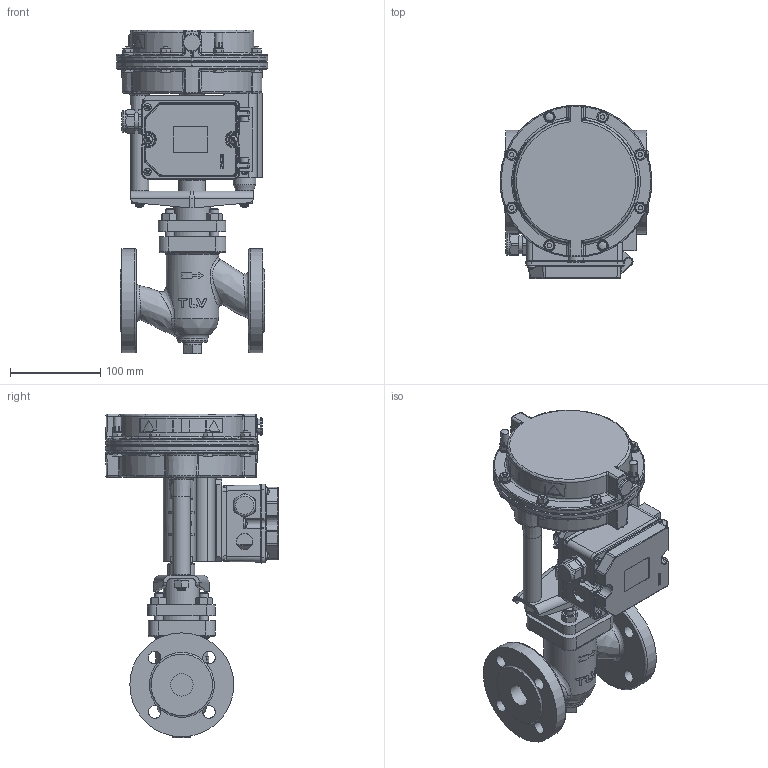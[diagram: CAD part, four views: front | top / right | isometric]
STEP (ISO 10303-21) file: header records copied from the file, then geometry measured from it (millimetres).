
FILE_DESCRIPTION(/* description */ (''),/* implementation_level */ '2;1');
FILE_NAME(/* name */ 'rct16-025-e0025-00.stp',/* time_stamp */ '2019-06-17T09:43:28+09:00',/* author */ ('akifuji'),/* organization */ (''),/* preprocessor_version */ 'ST-DEVELOPER v15.6',/* originating_system */ 'Autodesk Inventor 2015',/* authorisation */ '');
FILE_SCHEMA (('AUTOMOTIVE_DESIGN { 1 0 10303 214 3 1 1 }'));
Products named in the file (1): rct16-025-e0025-00
Bounding box: 168 x 191.6 x 358.54 mm (x, y, z)
Volume: 2972047.1 mm3; surface area: 351155.1 mm2
Topology: 2 solids, 9 shells, 2878 faces, 7257 edges, 4512 vertices
Faces by surface type: plane 1176, cylinder 565, bspline 519, cone 423, torus 163, sphere 32
Full cylindrical faces by diameter (mm): 1.72 x2, 4 x2, 4.019 x4, 4.2 x2, 4.4 x2, 4.773 x6, 5 x6, 5.3 x2, 6.5 x1, 6.6 x1, 7.2 x2, 8 x5, 8.5 x1, 9 x2, 9.5 x2, 9.73 x1, 9.75 x1, 10 x26, 11 x4, 11.45 x2, 12.5 x8, 14 x8, 14.1 x1, 18 x1, 18.465 x2, 19 x1, 19.799 x1, 20 x3, 23.5 x1, 24 x1
Entity records: 107180 total; most frequent: CARTESIAN_POINT 40821, ORIENTED_EDGE 13830, DIRECTION 12327, EDGE_CURVE 6903, AXIS2_PLACEMENT_3D 4698, VERTEX_POINT 4396, EDGE_LOOP 3287, LINE 2931
